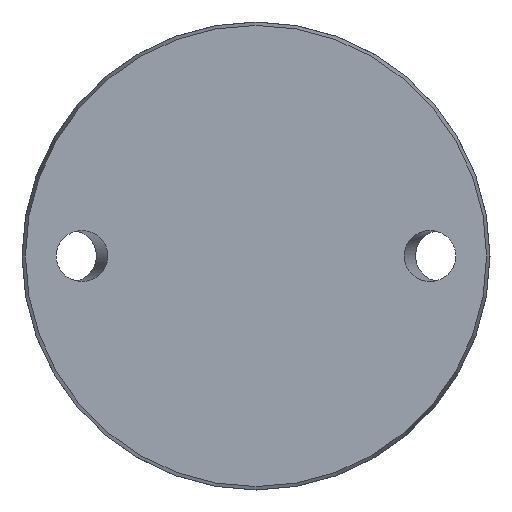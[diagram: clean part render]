
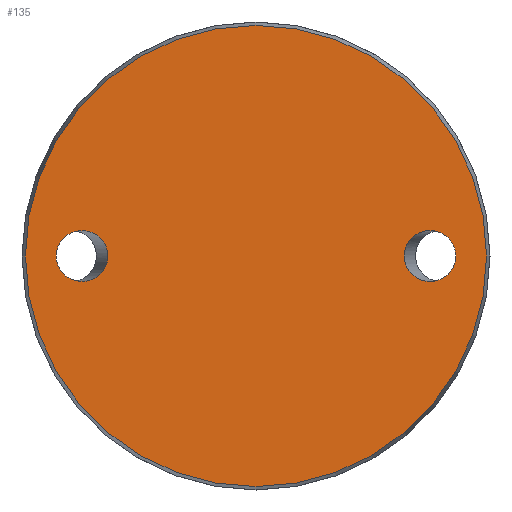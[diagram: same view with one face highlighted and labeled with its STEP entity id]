
A CAD part, front view. The second image highlights one B-rep face of the part: STEP entity #135.
In plain terms, the highlighted planar face has unit normal (0, -1, 0).
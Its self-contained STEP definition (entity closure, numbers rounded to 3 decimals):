
#9 = FACE_BOUND ( 'NONE', #366, .T. ) ;
#32 = CARTESIAN_POINT ( 'NONE',  ( 33.309, 0., 8.5 ) ) ;
#65 =( BOUNDED_CURVE ( )  B_SPLINE_CURVE ( 3, ( #663, #85, #312, #263, #680, #32, #96 ),
 .UNSPECIFIED., .T., .T. ) 
 B_SPLINE_CURVE_WITH_KNOTS ( ( 4, 3, 4 ),
 ( 0., 3.142, 6.283 ),
 .UNSPECIFIED. ) 
 CURVE ( )  GEOMETRIC_REPRESENTATION_ITEM ( )  RATIONAL_B_SPLINE_CURVE ( ( 1., 0.333, 0.333, 1., 0.333, 0.333, 1. ) ) 
 REPRESENTATION_ITEM ( '' )  );
#69 = CARTESIAN_POINT ( 'NONE',  ( -33.309, 0., 0. ) ) ;
#85 = CARTESIAN_POINT ( 'NONE',  ( 33.309, 0., -8.5 ) ) ;
#96 = CARTESIAN_POINT ( 'NONE',  ( 33.309, 0., 0. ) ) ;
#115 = CARTESIAN_POINT ( 'NONE',  ( -24.691, 0., 0. ) ) ;
#135 = ADVANCED_FACE ( 'NONE', ( #9, #507, #607 ), #402, .F. ) ;
#172 = EDGE_LOOP ( 'NONE', ( #380 ) ) ;
#178 = CARTESIAN_POINT ( 'NONE',  ( 33.309, 0., 0. ) ) ;
#215 = EDGE_CURVE ( 'NONE', #277, #277, #255, .T. ) ;
#232 = CARTESIAN_POINT ( 'NONE',  ( 0., 0., -38.425 ) ) ;
#235 = CARTESIAN_POINT ( 'NONE',  ( -33.309, 0., -8.5 ) ) ;
#252 = EDGE_CURVE ( 'NONE', #660, #660, #65, .T. ) ;
#255 = CIRCLE ( 'NONE', #429, 38.425 ) ;
#263 = CARTESIAN_POINT ( 'NONE',  ( 24.691, 0., 0. ) ) ;
#277 = VERTEX_POINT ( 'NONE', #232 ) ;
#295 = DIRECTION ( 'NONE',  ( 0., 0., -1. ) ) ;
#312 = CARTESIAN_POINT ( 'NONE',  ( 24.691, 0., -8.5 ) ) ;
#350 = CARTESIAN_POINT ( 'NONE',  ( -38.425, 0., 0. ) ) ;
#366 = EDGE_LOOP ( 'NONE', ( #518 ) ) ;
#380 = ORIENTED_EDGE ( 'NONE', *, *, #215, .T. ) ;
#399 = AXIS2_PLACEMENT_3D ( 'NONE', #350, #401, #562 ) ;
#401 = DIRECTION ( 'NONE',  ( 0., 1., 0. ) ) ;
#402 = PLANE ( 'NONE',  #399 ) ;
#411 = EDGE_LOOP ( 'NONE', ( #604 ) ) ;
#423 = CARTESIAN_POINT ( 'NONE',  ( -33.309, 0., 0. ) ) ;
#429 = AXIS2_PLACEMENT_3D ( 'NONE', #615, #496, #295 ) ;
#450 = CARTESIAN_POINT ( 'NONE',  ( -33.309, 0., 8.5 ) ) ;
#491 = CARTESIAN_POINT ( 'NONE',  ( -24.691, 0., 8.5 ) ) ;
#496 = DIRECTION ( 'NONE',  ( 0., -1., 0. ) ) ;
#505 = CARTESIAN_POINT ( 'NONE',  ( -33.309, 0., 0. ) ) ;
#507 = FACE_BOUND ( 'NONE', #411, .T. ) ;
#518 = ORIENTED_EDGE ( 'NONE', *, *, #564, .T. ) ;
#545 =( BOUNDED_CURVE ( )  B_SPLINE_CURVE ( 3, ( #423, #450, #491, #115, #551, #235, #69 ),
 .UNSPECIFIED., .T., .F. ) 
 B_SPLINE_CURVE_WITH_KNOTS ( ( 4, 3, 4 ),
 ( 0., 3.142, 6.283 ),
 .UNSPECIFIED. ) 
 CURVE ( )  GEOMETRIC_REPRESENTATION_ITEM ( )  RATIONAL_B_SPLINE_CURVE ( ( 1., 0.333, 0.333, 1., 0.333, 0.333, 1. ) ) 
 REPRESENTATION_ITEM ( '' )  );
#551 = CARTESIAN_POINT ( 'NONE',  ( -24.691, 0., -8.5 ) ) ;
#562 = DIRECTION ( 'NONE',  ( 0., 0., 1. ) ) ;
#564 = EDGE_CURVE ( 'NONE', #672, #672, #545, .T. ) ;
#604 = ORIENTED_EDGE ( 'NONE', *, *, #252, .T. ) ;
#607 = FACE_OUTER_BOUND ( 'NONE', #172, .T. ) ;
#615 = CARTESIAN_POINT ( 'NONE',  ( 0., 0., 0. ) ) ;
#660 = VERTEX_POINT ( 'NONE', #178 ) ;
#663 = CARTESIAN_POINT ( 'NONE',  ( 33.309, 0., 0. ) ) ;
#672 = VERTEX_POINT ( 'NONE', #505 ) ;
#680 = CARTESIAN_POINT ( 'NONE',  ( 24.691, 0., 8.5 ) ) ;
